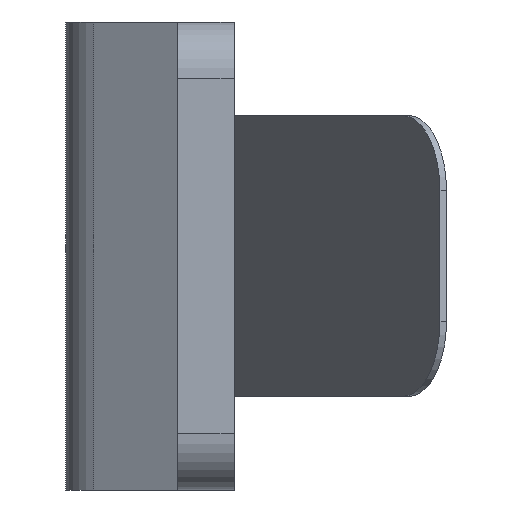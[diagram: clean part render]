
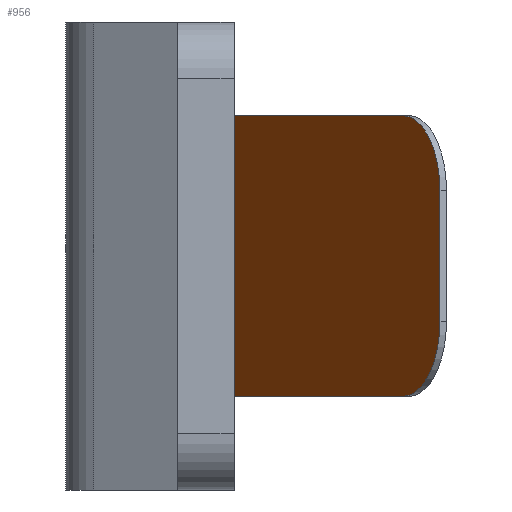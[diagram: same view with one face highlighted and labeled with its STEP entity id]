
A CAD part, left-side view. The second image highlights one B-rep face of the part: STEP entity #956.
In plain terms, the highlighted planar face has unit normal (-0.5, 0.866, 0).
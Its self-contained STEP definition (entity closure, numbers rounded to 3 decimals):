
#52 = DIRECTION ( 'NONE',  ( 0.866, 0.5, 0. ) ) ;
#64 = EDGE_CURVE ( 'NONE', #1573, #958, #1331, .T. ) ;
#75 = CARTESIAN_POINT ( 'NONE',  ( -17.696, 5.598, 7.5 ) ) ;
#76 = DIRECTION ( 'NONE',  ( 0.5, -0.866, 0. ) ) ;
#90 = DIRECTION ( 'NONE',  ( -0.5, 0.866, 0. ) ) ;
#173 = CARTESIAN_POINT ( 'NONE',  ( -17.696, 5.598, 7.5 ) ) ;
#175 = LINE ( 'NONE', #427, #462 ) ;
#218 = CARTESIAN_POINT ( 'NONE',  ( -42.981, -9., -7.5 ) ) ;
#226 = AXIS2_PLACEMENT_3D ( 'NONE', #1407, #90, #867 ) ;
#228 = DIRECTION ( 'NONE',  ( -0.866, -0.5, 0. ) ) ;
#311 = ORIENTED_EDGE ( 'NONE', *, *, #1224, .T. ) ;
#318 = EDGE_CURVE ( 'NONE', #1399, #775, #727, .T. ) ;
#331 = ORIENTED_EDGE ( 'NONE', *, *, #459, .F. ) ;
#390 = CARTESIAN_POINT ( 'NONE',  ( -42.981, -9., -3.5 ) ) ;
#421 = ORIENTED_EDGE ( 'NONE', *, *, #318, .F. ) ;
#425 = AXIS2_PLACEMENT_3D ( 'NONE', #390, #804, #52 ) ;
#427 = CARTESIAN_POINT ( 'NONE',  ( -17.696, 5.598, 7.5 ) ) ;
#459 = EDGE_CURVE ( 'NONE', #479, #1558, #686, .T. ) ;
#462 = VECTOR ( 'NONE', #1408, 1000. ) ;
#479 = VERTEX_POINT ( 'NONE', #832 ) ;
#537 = DIRECTION ( 'NONE',  ( 0.866, 0.5, 0. ) ) ;
#624 = CARTESIAN_POINT ( 'NONE',  ( -17.696, 5.598, -7.5 ) ) ;
#650 = VECTOR ( 'NONE', #1307, 1000. ) ;
#686 = LINE ( 'NONE', #173, #967 ) ;
#727 = LINE ( 'NONE', #1565, #650 ) ;
#729 = CARTESIAN_POINT ( 'NONE',  ( -17.696, 5.598, -7.5 ) ) ;
#738 = DIRECTION ( 'NONE',  ( -0.866, -0.5, 0. ) ) ;
#775 = VERTEX_POINT ( 'NONE', #977 ) ;
#804 = DIRECTION ( 'NONE',  ( -0.5, 0.866, 0. ) ) ;
#809 = EDGE_LOOP ( 'NONE', ( #1242, #311, #421, #1114, #331, #823 ) ) ;
#821 = EDGE_CURVE ( 'NONE', #1399, #1558, #1070, .T. ) ;
#823 = ORIENTED_EDGE ( 'NONE', *, *, #1552, .T. ) ;
#832 = CARTESIAN_POINT ( 'NONE',  ( -17.696, 5.598, 7.5 ) ) ;
#867 = DIRECTION ( 'NONE',  ( 0.866, 0.5, 0. ) ) ;
#911 = CARTESIAN_POINT ( 'NONE',  ( -42.981, -9., 7.5 ) ) ;
#916 = FACE_OUTER_BOUND ( 'NONE', #809, .T. ) ;
#956 = ADVANCED_FACE ( 'NONE', ( #916 ), #1045, .F. ) ;
#958 = VERTEX_POINT ( 'NONE', #218 ) ;
#967 = VECTOR ( 'NONE', #228, 1000. ) ;
#977 = CARTESIAN_POINT ( 'NONE',  ( -46.445, -11., -3.5 ) ) ;
#1037 = AXIS2_PLACEMENT_3D ( 'NONE', #75, #76, #537 ) ;
#1045 = PLANE ( 'NONE',  #1037 ) ;
#1070 = CIRCLE ( 'NONE', #226, 4. ) ;
#1114 = ORIENTED_EDGE ( 'NONE', *, *, #821, .T. ) ;
#1143 = CARTESIAN_POINT ( 'NONE',  ( -46.445, -11., 3.5 ) ) ;
#1185 = CIRCLE ( 'NONE', #425, 4. ) ;
#1190 = VECTOR ( 'NONE', #738, 1000. ) ;
#1224 = EDGE_CURVE ( 'NONE', #958, #775, #1185, .T. ) ;
#1242 = ORIENTED_EDGE ( 'NONE', *, *, #64, .T. ) ;
#1307 = DIRECTION ( 'NONE',  ( 0., 0., -1. ) ) ;
#1331 = LINE ( 'NONE', #624, #1190 ) ;
#1399 = VERTEX_POINT ( 'NONE', #1143 ) ;
#1407 = CARTESIAN_POINT ( 'NONE',  ( -42.981, -9., 3.5 ) ) ;
#1408 = DIRECTION ( 'NONE',  ( 0., 0., -1. ) ) ;
#1552 = EDGE_CURVE ( 'NONE', #479, #1573, #175, .T. ) ;
#1558 = VERTEX_POINT ( 'NONE', #911 ) ;
#1565 = CARTESIAN_POINT ( 'NONE',  ( -46.445, -11., 7.5 ) ) ;
#1573 = VERTEX_POINT ( 'NONE', #729 ) ;
